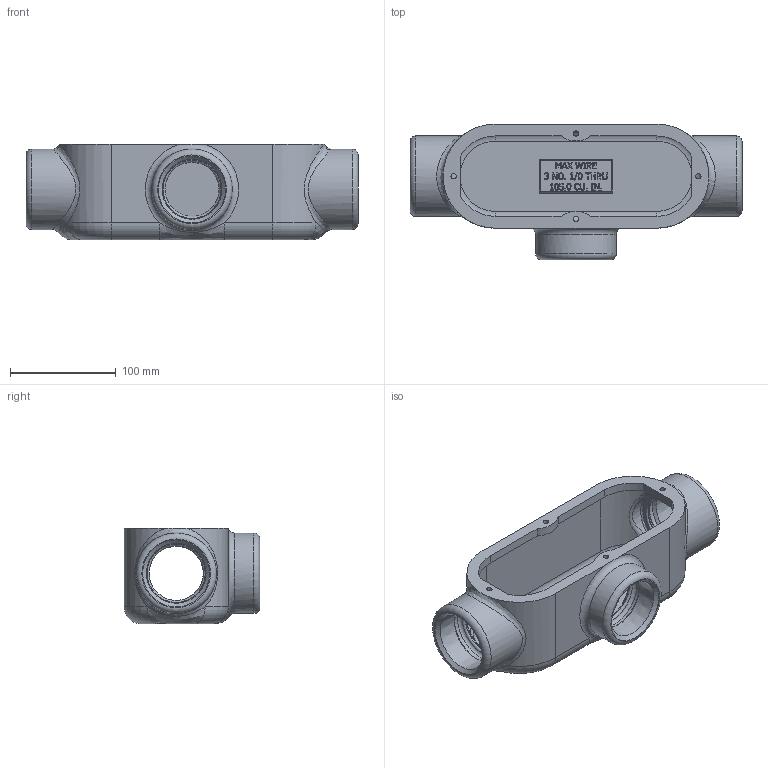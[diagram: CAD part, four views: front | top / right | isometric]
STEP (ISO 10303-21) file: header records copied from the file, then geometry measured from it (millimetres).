
FILE_DESCRIPTION(/* description */ ('FORM 8 T68 AS MACHINED'),/* implementation_level */ '2;1');
FILE_NAME(/* name */ 'KIL_T68.stp',/* time_stamp */ '2019-10-31T18:01:37+06:00',/* author */ ('kr'),/* organization */ (''),/* preprocessor_version */ 'ST-DEVELOPER v16.13',/* originating_system */ 'Autodesk Inventor 2018',/* authorisation */ '');
FILE_SCHEMA (('AUTOMOTIVE_DESIGN { 1 0 10303 214 3 1 1 }'));
Length unit declared in the file: inch
Products named in the file (1): 21745
Bounding box: 314.48 x 128.5 x 90.42 mm (x, y, z)
Volume: 582368.2 mm3; surface area: 182541.3 mm2
Topology: 1 solids, 1 shells, 830 faces, 2212 edges, 1461 vertices
Faces by surface type: plane 493, bspline 259, cylinder 45, torus 21, cone 12
Full cylindrical faces by diameter (mm): 4.978 x4, 10.35 x1, 12.7 x1, 60.477 x3, 76.2 x3
Entity records: 28821 total; most frequent: CARTESIAN_POINT 9154, ORIENTED_EDGE 4316, DIRECTION 2915, EDGE_CURVE 2158, LINE 1495, VECTOR 1495, VERTEX_POINT 1446, EDGE_LOOP 960
